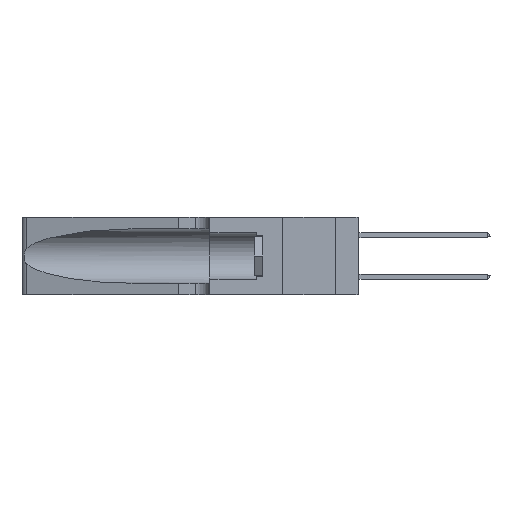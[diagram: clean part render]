
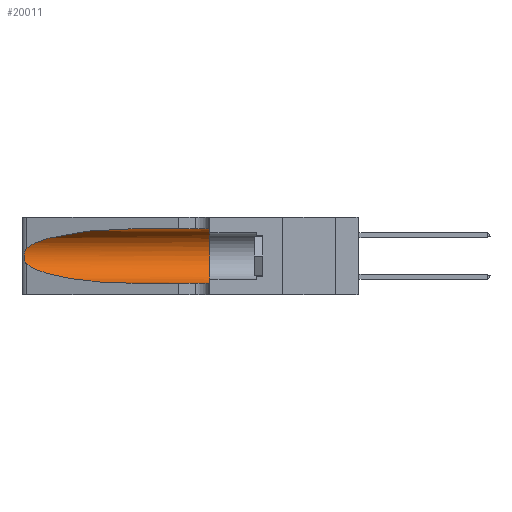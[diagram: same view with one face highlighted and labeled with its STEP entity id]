
A CAD part, left-side view. The second image highlights one B-rep face of the part: STEP entity #20011.
In plain terms, the highlighted cylindrical face has radius 3.308 mm (diameter 6.617 mm), a partial arc.
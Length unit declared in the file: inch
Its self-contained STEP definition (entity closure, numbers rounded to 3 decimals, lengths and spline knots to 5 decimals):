
#205 = EDGE_CURVE ( 'NONE', #29482, #2486, #14800, .T. ) ;
#589 = CARTESIAN_POINT ( 'NONE',  ( 0.25789, 1.23486, 0.15765 ) ) ;
#859 = EDGE_CURVE ( 'NONE', #1090, #8796, #9928, .T. ) ;
#1090 = VERTEX_POINT ( 'NONE', #3168 ) ;
#2486 = VERTEX_POINT ( 'NONE', #23157 ) ;
#2614 = CARTESIAN_POINT ( 'NONE',  ( 0.25555, 1.22994, 0.2215 ) ) ;
#2864 = CARTESIAN_POINT ( 'NONE',  ( 0.1305, 1.61858, 0.31525 ) ) ;
#3164 = CARTESIAN_POINT ( 'NONE',  ( 0.25555, 1.22993, 0.14849 ) ) ;
#3168 = CARTESIAN_POINT ( 'NONE',  ( 0.25487, 1.22718, 0.14631 ) ) ;
#3460 = CARTESIAN_POINT ( 'NONE',  ( 0.18966, 0.96281, 0.05475 ) ) ;
#4785 = EDGE_LOOP ( 'NONE', ( #14620, #19840, #15993, #14040, #26157, #28775 ) ) ;
#4890 = EDGE_CURVE ( 'NONE', #6392, #16847, #24681, .T. ) ;
#5495 = AXIS2_PLACEMENT_3D ( 'NONE', #6753, #23956, #21483 ) ;
#6392 = VERTEX_POINT ( 'NONE', #14733 ) ;
#6592 = CARTESIAN_POINT ( 'NONE',  ( 0.1305, 0.72297, 0.05475 ) ) ;
#6753 = CARTESIAN_POINT ( 'NONE',  ( 0.1305, 1.61858, 0.185 ) ) ;
#7469 = AXIS2_PLACEMENT_3D ( 'NONE', #21535, #24434, #24116 ) ;
#7672 = CARTESIAN_POINT ( 'NONE',  ( 0.25787, 1.23484, 0.2124 ) ) ;
#8612 = CARTESIAN_POINT ( 'NONE',  ( 0.1305, 0.72297, 0.31525 ) ) ;
#8796 = VERTEX_POINT ( 'NONE', #9408 ) ;
#9408 = CARTESIAN_POINT ( 'NONE',  ( 0.1305, 0.72297, 0.05475 ) ) ;
#9928 =( BOUNDED_CURVE ( )  B_SPLINE_CURVE ( 3, ( #15574, #20948, #3460, #6592 ),
 .UNSPECIFIED., .F., .T. ) 
 B_SPLINE_CURVE_WITH_KNOTS ( ( 4, 4 ),
 ( 3.44316, 4.71239 ),
 .UNSPECIFIED. ) 
 CURVE ( )  GEOMETRIC_REPRESENTATION_ITEM ( )  RATIONAL_B_SPLINE_CURVE ( ( 1., 0.87, 0.87, 1. ) ) 
 REPRESENTATION_ITEM ( '' )  );
#10146 = CARTESIAN_POINT ( 'NONE',  ( 0.26018, 1.23835, 0.19895 ) ) ;
#10906 = B_SPLINE_CURVE_WITH_KNOTS ( 'NONE', 3,
 ( #19891, #2614, #22366, #7672, #24853, #10146, #27711, #13022, #30202, #15478, #589, #17980, #3164, #20431 ),
 .UNSPECIFIED., .F., .F.,
 ( 4, 2, 2, 2, 2, 2, 4 ),
 ( 0., 0.00027, 0.00053, 0.00107, 0.0016, 0.00187, 0.00214 ),
 .UNSPECIFIED. ) ;
#11089 = CARTESIAN_POINT ( 'NONE',  ( 0.25487, 1.22718, 0.22369 ) ) ;
#12331 = CARTESIAN_POINT ( 'NONE',  ( 0.1305, 1.61858, 0.05475 ) ) ;
#12404 = VECTOR ( 'NONE', #22612, 39.37008 ) ;
#13022 = CARTESIAN_POINT ( 'NONE',  ( 0.26075, 1.23896, 0.178 ) ) ;
#14040 = ORIENTED_EDGE ( 'NONE', *, *, #31488, .T. ) ;
#14381 = FACE_OUTER_BOUND ( 'NONE', #4785, .T. ) ;
#14575 = LINE ( 'NONE', #12331, #26866 ) ;
#14620 = ORIENTED_EDGE ( 'NONE', *, *, #4890, .T. ) ;
#14733 = CARTESIAN_POINT ( 'NONE',  ( 0.1305, 0.72297, 0.31525 ) ) ;
#14788 = DIRECTION ( 'NONE',  ( 0., -1., 0. ) ) ;
#14800 = CIRCLE ( 'NONE', #7469, 0.13025 ) ;
#15478 = CARTESIAN_POINT ( 'NONE',  ( 0.25856, 1.23593, 0.16098 ) ) ;
#15574 = CARTESIAN_POINT ( 'NONE',  ( 0.25487, 1.22718, 0.14631 ) ) ;
#15876 = CARTESIAN_POINT ( 'NONE',  ( 0.18966, 0.96281, 0.31525 ) ) ;
#15993 = ORIENTED_EDGE ( 'NONE', *, *, #859, .T. ) ;
#16722 = CARTESIAN_POINT ( 'NONE',  ( 0.1305, 0.35, 0.31525 ) ) ;
#16847 = VERTEX_POINT ( 'NONE', #26320 ) ;
#17980 = CARTESIAN_POINT ( 'NONE',  ( 0.25639, 1.23186, 0.15144 ) ) ;
#18623 = CYLINDRICAL_SURFACE ( 'NONE', #5495, 0.13025 ) ;
#19840 = ORIENTED_EDGE ( 'NONE', *, *, #30362, .T. ) ;
#19891 = CARTESIAN_POINT ( 'NONE',  ( 0.25487, 1.22718, 0.22369 ) ) ;
#20011 = ADVANCED_FACE ( 'NONE', ( #14381 ), #18623, .F. ) ;
#20431 = CARTESIAN_POINT ( 'NONE',  ( 0.25487, 1.22718, 0.14631 ) ) ;
#20948 = CARTESIAN_POINT ( 'NONE',  ( 0.2373, 1.15595, 0.08982 ) ) ;
#21483 = DIRECTION ( 'NONE',  ( 0., 0., -1. ) ) ;
#21535 = CARTESIAN_POINT ( 'NONE',  ( 0.1305, 0.35, 0.185 ) ) ;
#22366 = CARTESIAN_POINT ( 'NONE',  ( 0.25639, 1.23184, 0.21858 ) ) ;
#22612 = DIRECTION ( 'NONE',  ( 0., -1., 0. ) ) ;
#23157 = CARTESIAN_POINT ( 'NONE',  ( 0.1305, 0.35, 0.05475 ) ) ;
#23956 = DIRECTION ( 'NONE',  ( 0., -1., 0. ) ) ;
#24116 = DIRECTION ( 'NONE',  ( 0., 0., 1. ) ) ;
#24434 = DIRECTION ( 'NONE',  ( 0., 1., 0. ) ) ;
#24681 =( BOUNDED_CURVE ( )  B_SPLINE_CURVE ( 3, ( #8612, #15876, #25781, #11089 ),
 .UNSPECIFIED., .F., .F. ) 
 B_SPLINE_CURVE_WITH_KNOTS ( ( 4, 4 ),
 ( 1.5708, 2.84003 ),
 .UNSPECIFIED. ) 
 CURVE ( )  GEOMETRIC_REPRESENTATION_ITEM ( )  RATIONAL_B_SPLINE_CURVE ( ( 1., 0.87, 0.87, 1. ) ) 
 REPRESENTATION_ITEM ( '' )  );
#24853 = CARTESIAN_POINT ( 'NONE',  ( 0.25854, 1.2359, 0.20912 ) ) ;
#25781 = CARTESIAN_POINT ( 'NONE',  ( 0.2373, 1.15595, 0.28018 ) ) ;
#26157 = ORIENTED_EDGE ( 'NONE', *, *, #205, .F. ) ;
#26320 = CARTESIAN_POINT ( 'NONE',  ( 0.25487, 1.22718, 0.22369 ) ) ;
#26866 = VECTOR ( 'NONE', #14788, 39.37008 ) ;
#26987 = LINE ( 'NONE', #2864, #12404 ) ;
#27711 = CARTESIAN_POINT ( 'NONE',  ( 0.26075, 1.23896, 0.19203 ) ) ;
#28775 = ORIENTED_EDGE ( 'NONE', *, *, #29749, .F. ) ;
#29482 = VERTEX_POINT ( 'NONE', #16722 ) ;
#29749 = EDGE_CURVE ( 'NONE', #6392, #29482, #26987, .T. ) ;
#30202 = CARTESIAN_POINT ( 'NONE',  ( 0.26017, 1.23833, 0.17102 ) ) ;
#30362 = EDGE_CURVE ( 'NONE', #16847, #1090, #10906, .T. ) ;
#31488 = EDGE_CURVE ( 'NONE', #8796, #2486, #14575, .T. ) ;
